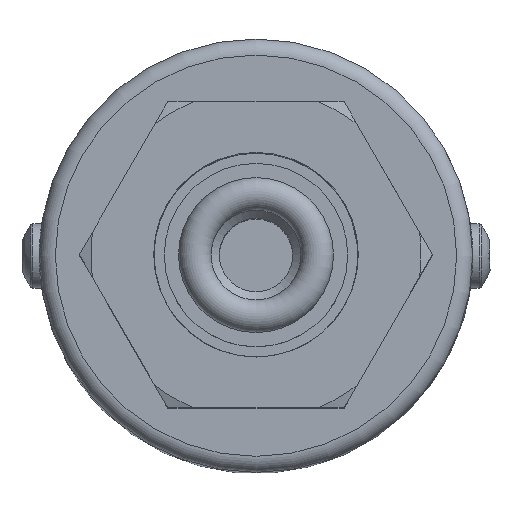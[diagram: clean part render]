
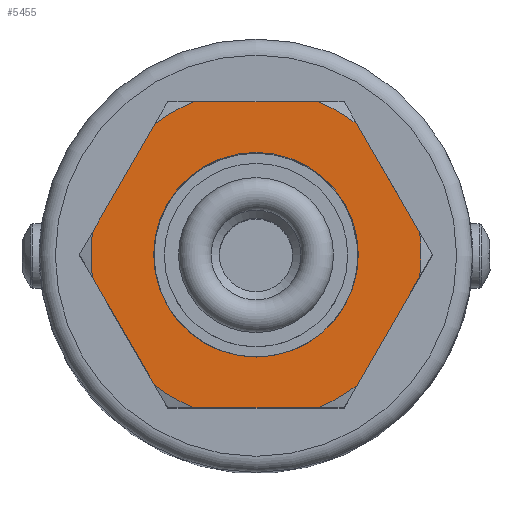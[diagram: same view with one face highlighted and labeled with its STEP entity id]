
A CAD part, top view. The second image highlights one B-rep face of the part: STEP entity #5455.
In plain terms, the highlighted planar face has unit normal (0, 0, 1).
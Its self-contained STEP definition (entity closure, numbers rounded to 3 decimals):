
#349=FACE_BOUND('',#1097,.T.);
#465=PLANE('',#6039);
#765=FACE_OUTER_BOUND('',#1096,.T.);
#1096=EDGE_LOOP('',(#4921,#4922,#4923,#4924,#4925,#4926,#4927,#4928,#4929,
#4930,#4931,#4932));
#1097=EDGE_LOOP('',(#4933));
#1367=CIRCLE('',#6028,10.287);
#1368=CIRCLE('',#6030,10.287);
#1369=CIRCLE('',#6032,10.287);
#1370=CIRCLE('',#6034,10.287);
#1371=CIRCLE('',#6036,10.287);
#1372=CIRCLE('',#6038,10.287);
#1373=CIRCLE('',#6040,6.375);
#1688=LINE('',#14893,#2012);
#1689=LINE('',#14894,#2013);
#1690=LINE('',#14895,#2014);
#1691=LINE('',#14896,#2015);
#1692=LINE('',#14897,#2016);
#1693=LINE('',#14898,#2017);
#2012=VECTOR('',#7446,7.794);
#2013=VECTOR('',#7447,7.794);
#2014=VECTOR('',#7448,7.771);
#2015=VECTOR('',#7449,7.748);
#2016=VECTOR('',#7450,7.748);
#2017=VECTOR('',#7451,7.771);
#2532=VERTEX_POINT('',#14827);
#2534=VERTEX_POINT('',#14832);
#2535=VERTEX_POINT('',#14838);
#2537=VERTEX_POINT('',#14843);
#2539=VERTEX_POINT('',#14850);
#2540=VERTEX_POINT('',#14854);
#2541=VERTEX_POINT('',#14860);
#2543=VERTEX_POINT('',#14865);
#2545=VERTEX_POINT('',#14872);
#2546=VERTEX_POINT('',#14876);
#2548=VERTEX_POINT('',#14883);
#2549=VERTEX_POINT('',#14887);
#2550=VERTEX_POINT('',#14899);
#3333=EDGE_CURVE('',#2534,#2532,#1367,.T.);
#3336=EDGE_CURVE('',#2537,#2535,#1368,.T.);
#3340=EDGE_CURVE('',#2539,#2540,#1369,.T.);
#3342=EDGE_CURVE('',#2543,#2541,#1370,.T.);
#3346=EDGE_CURVE('',#2545,#2546,#1371,.T.);
#3349=EDGE_CURVE('',#2548,#2549,#1372,.T.);
#3350=EDGE_CURVE('',#2543,#2549,#1688,.T.);
#3351=EDGE_CURVE('',#2545,#2541,#1689,.T.);
#3352=EDGE_CURVE('',#2537,#2546,#1690,.T.);
#3353=EDGE_CURVE('',#2539,#2535,#1691,.T.);
#3354=EDGE_CURVE('',#2534,#2540,#1692,.T.);
#3355=EDGE_CURVE('',#2548,#2532,#1693,.T.);
#3356=EDGE_CURVE('',#2550,#2550,#1373,.T.);
#4921=ORIENTED_EDGE('',*,*,#3349,.T.);
#4922=ORIENTED_EDGE('',*,*,#3350,.F.);
#4923=ORIENTED_EDGE('',*,*,#3342,.T.);
#4924=ORIENTED_EDGE('',*,*,#3351,.F.);
#4925=ORIENTED_EDGE('',*,*,#3346,.T.);
#4926=ORIENTED_EDGE('',*,*,#3352,.F.);
#4927=ORIENTED_EDGE('',*,*,#3336,.T.);
#4928=ORIENTED_EDGE('',*,*,#3353,.F.);
#4929=ORIENTED_EDGE('',*,*,#3340,.T.);
#4930=ORIENTED_EDGE('',*,*,#3354,.F.);
#4931=ORIENTED_EDGE('',*,*,#3333,.T.);
#4932=ORIENTED_EDGE('',*,*,#3355,.F.);
#4933=ORIENTED_EDGE('',*,*,#3356,.T.);
#5455=ADVANCED_FACE('',(#765,#349),#465,.T.);
#6028=AXIS2_PLACEMENT_3D('',#14833,#7422,#7423);
#6030=AXIS2_PLACEMENT_3D('',#14844,#7426,#7427);
#6032=AXIS2_PLACEMENT_3D('',#14858,#7430,#7431);
#6034=AXIS2_PLACEMENT_3D('',#14866,#7434,#7435);
#6036=AXIS2_PLACEMENT_3D('',#14880,#7438,#7439);
#6038=AXIS2_PLACEMENT_3D('',#14891,#7442,#7443);
#6039=AXIS2_PLACEMENT_3D('',#14892,#7444,#7445);
#6040=AXIS2_PLACEMENT_3D('',#14900,#7452,#7453);
#7422=DIRECTION('center_axis',(0.,0.,1.));
#7423=DIRECTION('ref_axis',(1.,0.,0.));
#7426=DIRECTION('center_axis',(0.,0.,1.));
#7427=DIRECTION('ref_axis',(1.,0.,0.));
#7430=DIRECTION('center_axis',(0.,0.,1.));
#7431=DIRECTION('ref_axis',(1.,0.,0.));
#7434=DIRECTION('center_axis',(0.,0.,1.));
#7435=DIRECTION('ref_axis',(1.,0.,0.));
#7438=DIRECTION('center_axis',(0.,0.,1.));
#7439=DIRECTION('ref_axis',(1.,0.,0.));
#7442=DIRECTION('center_axis',(0.,0.,1.));
#7443=DIRECTION('ref_axis',(1.,0.,0.));
#7444=DIRECTION('center_axis',(0.,0.,1.));
#7445=DIRECTION('ref_axis',(1.,0.,0.));
#7446=DIRECTION('',(-0.5,-0.866,0.));
#7447=DIRECTION('',(0.5,-0.866,0.));
#7448=DIRECTION('',(1.,0.,0.));
#7449=DIRECTION('',(0.5,0.866,0.));
#7450=DIRECTION('',(-0.5,0.866,0.));
#7451=DIRECTION('',(-1.,0.,0.));
#7452=DIRECTION('center_axis',(0.,0.,-1.));
#7453=DIRECTION('ref_axis',(1.,0.,0.));
#14827=CARTESIAN_POINT('',(-3.88,-9.525,10.287));
#14832=CARTESIAN_POINT('',(-6.311,-8.12,10.287));
#14833=CARTESIAN_POINT('Origin',(0.005,0.,10.287));
#14838=CARTESIAN_POINT('',(-6.311,8.12,10.287));
#14843=CARTESIAN_POINT('',(-3.88,9.525,10.287));
#14844=CARTESIAN_POINT('Origin',(0.005,0.,10.287));
#14850=CARTESIAN_POINT('',(-10.184,1.41,10.287));
#14854=CARTESIAN_POINT('',(-10.184,-1.41,10.287));
#14858=CARTESIAN_POINT('Origin',(0.005,0.,10.287));
#14860=CARTESIAN_POINT('',(10.199,1.385,10.287));
#14865=CARTESIAN_POINT('',(10.199,-1.385,10.287));
#14866=CARTESIAN_POINT('Origin',(0.005,0.,10.287));
#14872=CARTESIAN_POINT('',(6.302,8.135,10.287));
#14876=CARTESIAN_POINT('',(3.891,9.525,10.287));
#14880=CARTESIAN_POINT('Origin',(0.005,0.,10.287));
#14883=CARTESIAN_POINT('',(3.891,-9.525,10.287));
#14887=CARTESIAN_POINT('',(6.302,-8.135,10.287));
#14891=CARTESIAN_POINT('Origin',(0.005,0.,10.287));
#14892=CARTESIAN_POINT('Origin',(0.,0.,10.287));
#14893=CARTESIAN_POINT('',(10.199,-1.385,10.287));
#14894=CARTESIAN_POINT('',(6.302,8.135,10.287));
#14895=CARTESIAN_POINT('',(-3.88,9.525,10.287));
#14896=CARTESIAN_POINT('',(-10.184,1.41,10.287));
#14897=CARTESIAN_POINT('',(-6.311,-8.12,10.287));
#14898=CARTESIAN_POINT('',(3.891,-9.525,10.287));
#14899=CARTESIAN_POINT('',(6.381,0.,10.287));
#14900=CARTESIAN_POINT('Origin',(0.005,0.,10.287));
